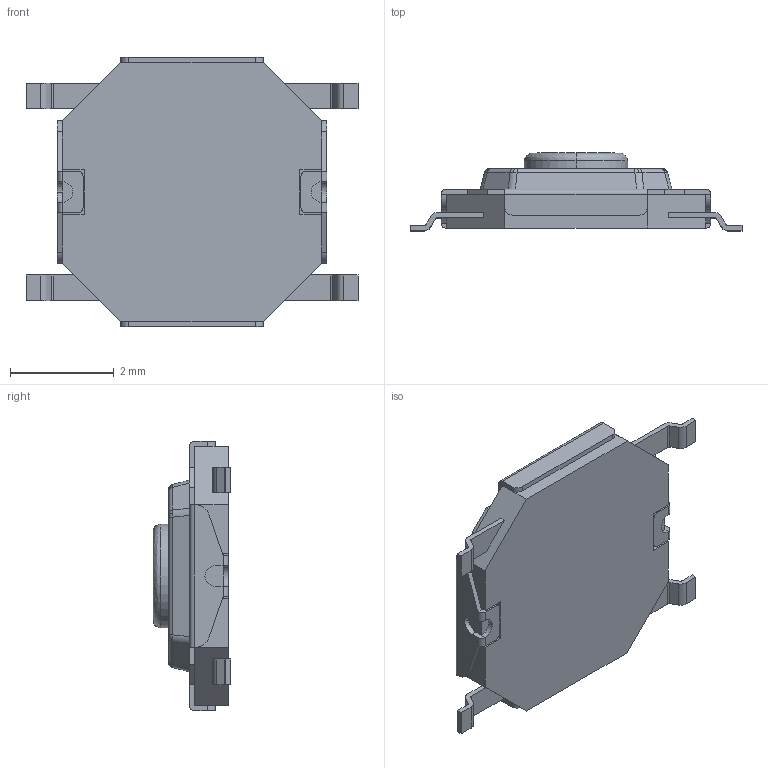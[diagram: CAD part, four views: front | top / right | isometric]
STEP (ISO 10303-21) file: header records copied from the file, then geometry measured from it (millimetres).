
FILE_DESCRIPTION (( 'STEP AP214' ), '1' );
FILE_NAME ('~$SKQGADE010--3DModel-STEP-56544.STEP', '2022-12-28T05:42:21', ( '' ), ( '' ), 'SwSTEP 2.0', 'SolidWorks 2022', '' );
FILE_SCHEMA (( 'AUTOMOTIVE_DESIGN' ));
Length unit declared in the file: inch
Products named in the file (8): SKQGADE010_6; SKQGADE010_4; SKQGADE010; SKQGADE010_3; SKQGADE010_7; SKQGADE010_5; SKQGADE010_2; ~$SKQGADE010--3DModel-STEP-56544
Assembly tree (7 placements, depth 2):
  ~$SKQGADE010--3DModel-STEP-56544
    SKQGADE010
    SKQGADE010_4
    SKQGADE010_3
    SKQGADE010_7
    SKQGADE010_2
    SKQGADE010_6
    SKQGADE010_5
Bounding box: 6.4 x 1.5 x 5.2 mm (x, y, z)
Volume: 23.3 mm3; surface area: 133.4 mm2
Topology: 7 solids, 7 shells, 200 faces, 522 edges, 334 vertices
Faces by surface type: plane 120, cylinder 62, bspline 18
Entity records: 9216 total; most frequent: CARTESIAN_POINT 1398, ORIENTED_EDGE 1044, DIRECTION 982, EDGE_CURVE 522, LINE 362, VECTOR 362, VERTEX_POINT 334, AXIS2_PLACEMENT_3D 310
